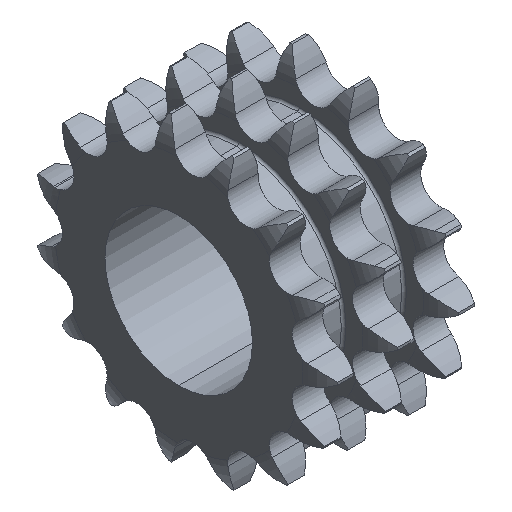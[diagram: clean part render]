
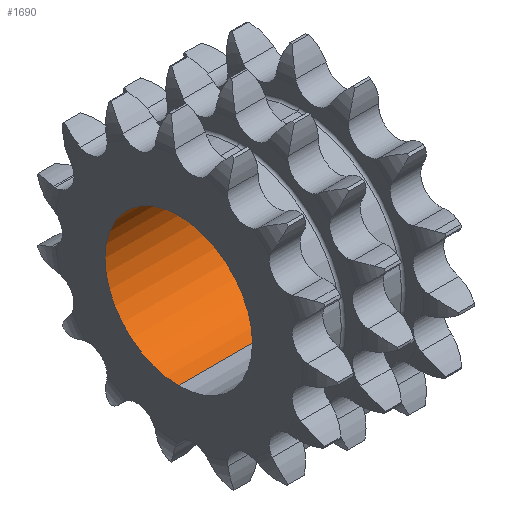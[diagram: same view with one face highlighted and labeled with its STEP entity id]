
A CAD part, isometric view. The second image highlights one B-rep face of the part: STEP entity #1690.
In plain terms, the highlighted cylindrical face has radius 12.5 mm (diameter 25 mm), a partial arc.
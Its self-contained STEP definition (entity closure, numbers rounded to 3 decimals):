
#653 = CARTESIAN_POINT ( 'NONE',  ( 25.685, 0., 0. ) ) ;
#776 = VECTOR ( 'NONE', #3046, 1000. ) ;
#822 = VERTEX_POINT ( 'NONE', #5093 ) ;
#909 = CARTESIAN_POINT ( 'NONE',  ( 25.685, 0., -12.5 ) ) ;
#915 = FACE_OUTER_BOUND ( 'NONE', #8168, .T. ) ;
#1065 = AXIS2_PLACEMENT_3D ( 'NONE', #9737, #4362, #10625 ) ;
#1369 = EDGE_CURVE ( 'NONE', #4543, #822, #2902, .T. ) ;
#1567 = DIRECTION ( 'NONE',  ( 0., 0., 1. ) ) ;
#1690 = ADVANCED_FACE ( 'NONE', ( #915 ), #7798, .F. ) ;
#1782 = CARTESIAN_POINT ( 'NONE',  ( 25.685, 0., 12.5 ) ) ;
#2101 = CIRCLE ( 'NONE', #1065, 12.5 ) ;
#2536 = AXIS2_PLACEMENT_3D ( 'NONE', #8962, #7185, #11598 ) ;
#2902 = LINE ( 'NONE', #3953, #776 ) ;
#3046 = DIRECTION ( 'NONE',  ( -1., 0., 0. ) ) ;
#3953 = CARTESIAN_POINT ( 'NONE',  ( 50.004, 0., 12.5 ) ) ;
#3957 = ORIENTED_EDGE ( 'NONE', *, *, #6504, .F. ) ;
#4110 = ORIENTED_EDGE ( 'NONE', *, *, #1369, .T. ) ;
#4362 = DIRECTION ( 'NONE',  ( 1., 0., 0. ) ) ;
#4543 = VERTEX_POINT ( 'NONE', #1782 ) ;
#4612 = VECTOR ( 'NONE', #8359, 1000. ) ;
#4652 = ORIENTED_EDGE ( 'NONE', *, *, #8316, .T. ) ;
#5093 = CARTESIAN_POINT ( 'NONE',  ( 0., 0., 12.5 ) ) ;
#5641 = CARTESIAN_POINT ( 'NONE',  ( 50.004, 0., -12.5 ) ) ;
#5884 = AXIS2_PLACEMENT_3D ( 'NONE', #653, #6937, #1567 ) ;
#6504 = EDGE_CURVE ( 'NONE', #8155, #822, #2101, .T. ) ;
#6690 = ORIENTED_EDGE ( 'NONE', *, *, #6752, .F. ) ;
#6752 = EDGE_CURVE ( 'NONE', #9844, #8155, #6988, .T. ) ;
#6937 = DIRECTION ( 'NONE',  ( 1., 0., 0. ) ) ;
#6988 = LINE ( 'NONE', #5641, #4612 ) ;
#7185 = DIRECTION ( 'NONE',  ( -1., 0., 0. ) ) ;
#7798 = CYLINDRICAL_SURFACE ( 'NONE', #2536, 12.5 ) ;
#8155 = VERTEX_POINT ( 'NONE', #10259 ) ;
#8168 = EDGE_LOOP ( 'NONE', ( #6690, #4652, #4110, #3957 ) ) ;
#8316 = EDGE_CURVE ( 'NONE', #9844, #4543, #11440, .T. ) ;
#8359 = DIRECTION ( 'NONE',  ( -1., 0., 0. ) ) ;
#8962 = CARTESIAN_POINT ( 'NONE',  ( 50.004, 0., 0. ) ) ;
#9737 = CARTESIAN_POINT ( 'NONE',  ( 0., 0., 0. ) ) ;
#9844 = VERTEX_POINT ( 'NONE', #909 ) ;
#10259 = CARTESIAN_POINT ( 'NONE',  ( 0., 0., -12.5 ) ) ;
#10625 = DIRECTION ( 'NONE',  ( 0., 0., -1. ) ) ;
#11440 = CIRCLE ( 'NONE', #5884, 12.5 ) ;
#11598 = DIRECTION ( 'NONE',  ( 0., 0., 1. ) ) ;
